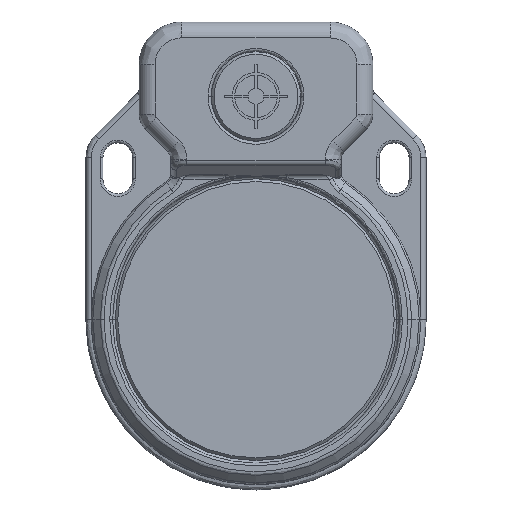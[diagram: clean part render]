
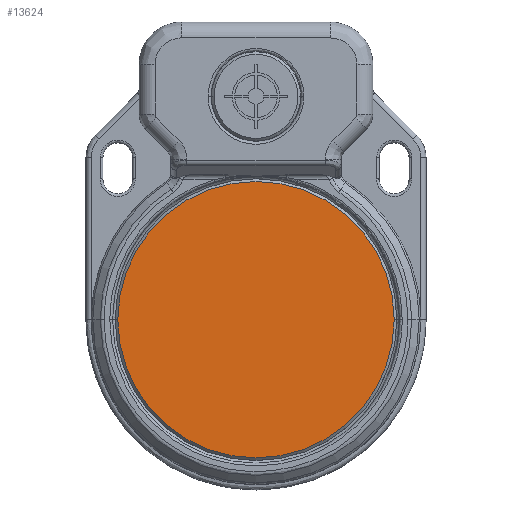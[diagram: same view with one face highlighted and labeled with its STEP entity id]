
A CAD part, top view. The second image highlights one B-rep face of the part: STEP entity #13624.
In plain terms, the highlighted planar face has unit normal (0, 0, 1).
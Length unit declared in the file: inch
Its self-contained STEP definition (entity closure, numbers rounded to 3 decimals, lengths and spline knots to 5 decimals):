
#1405 = DIRECTION ( 'NONE',  ( 0., 0., 1. ) ) ;
#5351 = EDGE_CURVE ( 'NONE', #24497, #24588, #22631, .T. ) ;
#5687 = CARTESIAN_POINT ( 'NONE',  ( -1.02362, 0., 1.04331 ) ) ;
#7637 = DIRECTION ( 'NONE',  ( -1., 0., 0. ) ) ;
#7776 = EDGE_CURVE ( 'NONE', #24588, #24497, #14437, .T. ) ;
#8071 = CARTESIAN_POINT ( 'NONE',  ( 0., 0., 1.04331 ) ) ;
#8364 = ORIENTED_EDGE ( 'NONE', *, *, #7776, .T. ) ;
#8563 = AXIS2_PLACEMENT_3D ( 'NONE', #23449, #14328, #9727 ) ;
#9574 = AXIS2_PLACEMENT_3D ( 'NONE', #8071, #1405, #12382 ) ;
#9727 = DIRECTION ( 'NONE',  ( 1., 0., 0. ) ) ;
#11565 = ORIENTED_EDGE ( 'NONE', *, *, #5351, .T. ) ;
#12382 = DIRECTION ( 'NONE',  ( -1., 0., 0. ) ) ;
#13364 = FACE_OUTER_BOUND ( 'NONE', #25553, .T. ) ;
#13624 = ADVANCED_FACE ( 'NONE', ( #13364 ), #20888, .T. ) ;
#14328 = DIRECTION ( 'NONE',  ( 0., 0., 1. ) ) ;
#14437 = CIRCLE ( 'NONE', #9574, 1.02362 ) ;
#14580 = DIRECTION ( 'NONE',  ( 0., 0., 1. ) ) ;
#20888 = PLANE ( 'NONE',  #8563 ) ;
#21056 = CARTESIAN_POINT ( 'NONE',  ( 0., 0., 1.04331 ) ) ;
#22471 = CARTESIAN_POINT ( 'NONE',  ( 1.02362, 0., 1.04331 ) ) ;
#22631 = CIRCLE ( 'NONE', #25623, 1.02362 ) ;
#23449 = CARTESIAN_POINT ( 'NONE',  ( 0., 0., 1.04331 ) ) ;
#24497 = VERTEX_POINT ( 'NONE', #22471 ) ;
#24588 = VERTEX_POINT ( 'NONE', #5687 ) ;
#25553 = EDGE_LOOP ( 'NONE', ( #8364, #11565 ) ) ;
#25623 = AXIS2_PLACEMENT_3D ( 'NONE', #21056, #14580, #7637 ) ;
